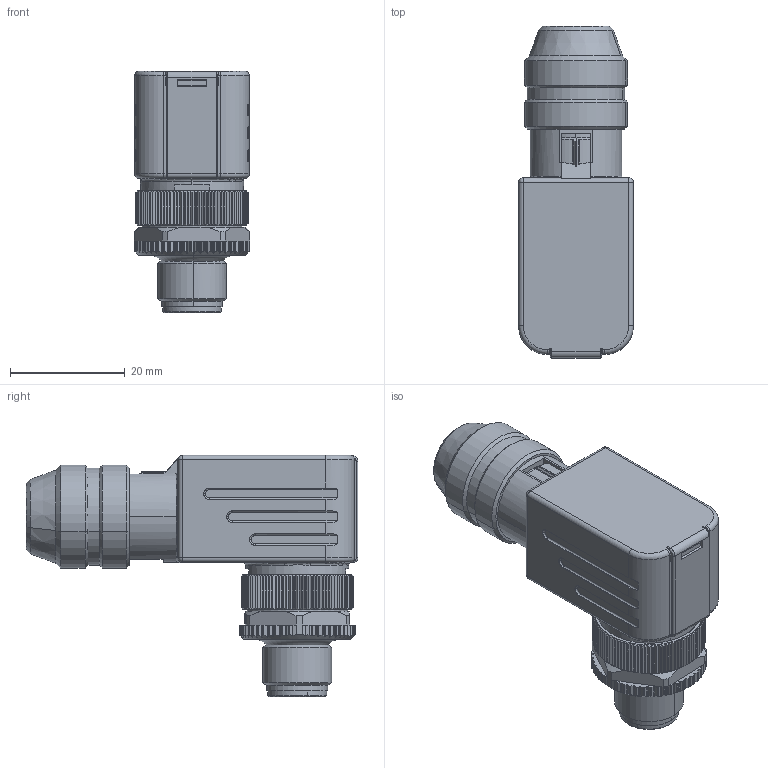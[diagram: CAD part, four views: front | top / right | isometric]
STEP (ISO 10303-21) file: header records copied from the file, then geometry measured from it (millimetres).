
FILE_DESCRIPTION(('CATIA V5 STEP Exchange','CAx-IF Rec.Pracs.--- Model Styling and Organization---1.5--- 2016-08-15','CAx-IF Rec.Pracs.---Supplemental Geometry---1.0---2011-11-01','CAx-IF Rec.Pracs.--- Composite Materials ---1.1---2010-07-15'),'2;1');
FILE_NAME ('304868-2_0', '2025-11-24T09:06:11+00:00', ('none'), ('Weidmueller'), 'CATIA Version 5-6 Release 2024 SP4', 'CATIA V5 STEP AP214 v3', 'none');
FILE_SCHEMA(('AUTOMOTIVE_DESIGN { 1 0 10303 214 1 1 1 1 }'));
Length unit declared in the file: millimetre
Products named in the file (1): 1423040000
Bounding box: 20.2 x 57.9 x 42.1 mm (x, y, z)
Volume: 20461.2 mm3; surface area: 7218.6 mm2
Topology: 1 solids, 3 shells, 1209 faces, 3144 edges, 1972 vertices
Faces by surface type: plane 479, cylinder 394, cone 234, extrusion 50, torus 28, bspline 20, sphere 4
Entity records: 40327 total; most frequent: CARTESIAN_POINT 13037, ORIENTED_EDGE 6276, DIRECTION 4398, EDGE_CURVE 3138, VERTEX_POINT 1971, AXIS2_PLACEMENT_3D 1970, VECTOR 1293, EDGE_LOOP 1245
